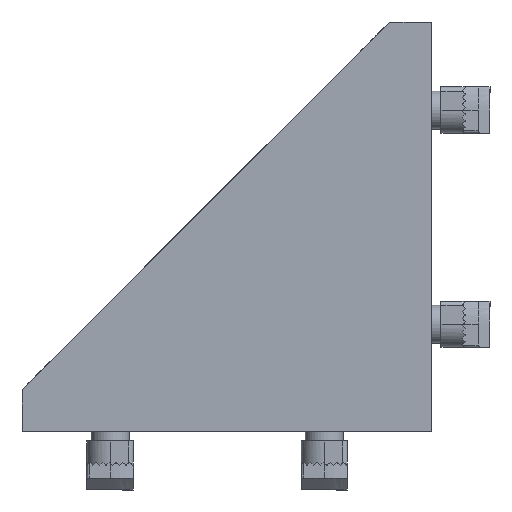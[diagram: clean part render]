
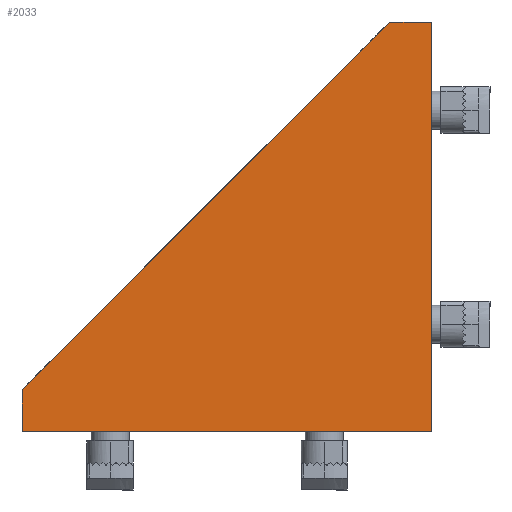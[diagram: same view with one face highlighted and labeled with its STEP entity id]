
A CAD part, left-side view. The second image highlights one B-rep face of the part: STEP entity #2033.
In plain terms, the highlighted face is planar.
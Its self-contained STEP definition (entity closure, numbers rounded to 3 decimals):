
#2033=ADVANCED_FACE('',(#2325),#2326,.T.);
#2325=FACE_OUTER_BOUND('',#2725,.T.);
#2326=PLANE('',#2726);
#2725=EDGE_LOOP('',(#3767,#3768,#3769,#3770,#3771));
#2726=AXIS2_PLACEMENT_3D('',#3772,#3773,#3774);
#3767=ORIENTED_EDGE('',*,*,#4705,.T.);
#3768=ORIENTED_EDGE('',*,*,#4706,.F.);
#3769=ORIENTED_EDGE('',*,*,#4707,.F.);
#3770=ORIENTED_EDGE('',*,*,#4708,.T.);
#3771=ORIENTED_EDGE('',*,*,#4709,.F.);
#3772=CARTESIAN_POINT('',(0.0,0.0,-44.0));
#3773=DIRECTION('',(0.0,0.0,-1.0));
#3774=DIRECTION('',(-1.0,0.0,0.0));
#4705=EDGE_CURVE('',#5419,#5420,#5421,.T.);
#4706=EDGE_CURVE('',#5422,#5420,#5423,.T.);
#4707=EDGE_CURVE('',#5424,#5422,#5425,.T.);
#4708=EDGE_CURVE('',#5424,#5426,#5427,.T.);
#4709=EDGE_CURVE('',#5419,#5426,#5428,.T.);
#5419=VERTEX_POINT('',#6555);
#5420=VERTEX_POINT('',#6556);
#5421=LINE('',#6557,#6558);
#5422=VERTEX_POINT('',#6559);
#5423=LINE('',#6560,#6561);
#5424=VERTEX_POINT('',#6562);
#5425=LINE('',#6563,#6564);
#5426=VERTEX_POINT('',#6565);
#5427=LINE('',#6566,#6567);
#5428=LINE('',#6568,#6569);
#6555=CARTESIAN_POINT('',(86.0,8.75,-44.0));
#6556=CARTESIAN_POINT('',(86.0,0.,-44.0));
#6557=CARTESIAN_POINT('',(86.0,0.,-44.0));
#6558=VECTOR('',#7484,1.0);
#6559=CARTESIAN_POINT('',(0.,0.0,-44.0));
#6560=CARTESIAN_POINT('',(47.375,0.0,-44.0));
#6561=VECTOR('',#7485,1.0);
#6562=CARTESIAN_POINT('',(0.,86.0,-44.0));
#6563=CARTESIAN_POINT('',(0.0,47.375,-44.0));
#6564=VECTOR('',#7486,1.0);
#6565=CARTESIAN_POINT('',(8.75,86.0,-44.0));
#6566=CARTESIAN_POINT('',(0.,86.0,-44.0));
#6567=VECTOR('',#7487,1.0);
#6568=CARTESIAN_POINT('',(5.0,89.75,-44.0));
#6569=VECTOR('',#7488,1.0);
#7484=DIRECTION('',(0.,-1.0,0.0));
#7485=DIRECTION('',(1.0,0.,0.0));
#7486=DIRECTION('',(0.,-1.0,0.0));
#7487=DIRECTION('',(1.0,0.,0.0));
#7488=DIRECTION('',(-0.707,0.707,0.0));
